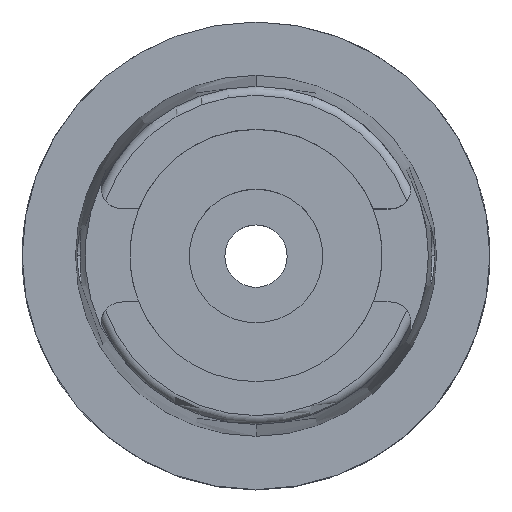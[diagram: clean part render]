
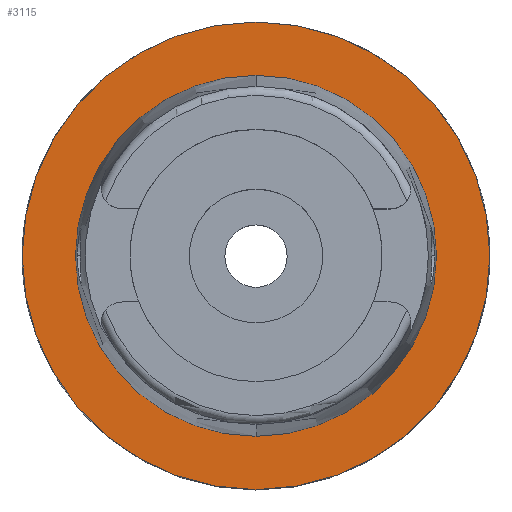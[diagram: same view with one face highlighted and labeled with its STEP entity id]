
A CAD part, top view. The second image highlights one B-rep face of the part: STEP entity #3115.
In plain terms, the highlighted planar face has unit normal (0, 0, 1).
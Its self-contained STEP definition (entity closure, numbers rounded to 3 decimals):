
#643=CARTESIAN_POINT('',(0.,0.,0.));
#644=DIRECTION('',(0.,0.,-1.));
#645=DIRECTION('',(0.,-1.,0.));
#646=AXIS2_PLACEMENT_3D('',#643,#644,#645);
#651=CARTESIAN_POINT('',(0.,0.,0.));
#652=DIRECTION('',(0.,0.,-1.));
#653=DIRECTION('',(0.,1.,0.));
#654=AXIS2_PLACEMENT_3D('',#651,#652,#653);
#659=CARTESIAN_POINT('',(0.,0.,0.));
#660=DIRECTION('',(0.,0.,1.));
#661=DIRECTION('',(0.,-1.,0.));
#662=AXIS2_PLACEMENT_3D('',#659,#660,#661);
#667=CARTESIAN_POINT('',(0.,0.,0.));
#668=DIRECTION('',(0.,0.,1.));
#669=DIRECTION('',(0.,1.,0.));
#670=AXIS2_PLACEMENT_3D('',#667,#668,#669);
#2441=CARTESIAN_POINT('',(0.,-24.315,0.));
#2442=VERTEX_POINT('',#2441);
#2443=CARTESIAN_POINT('',(0.,24.315,0.));
#2444=VERTEX_POINT('',#2443);
#2707=CARTESIAN_POINT('',(0.,31.5,0.));
#2708=VERTEX_POINT('',#2707);
#2709=CARTESIAN_POINT('',(0.,-31.5,0.));
#2710=VERTEX_POINT('',#2709);
#3100=CARTESIAN_POINT('',(0.,0.,0.));
#3101=DIRECTION('',(0.,0.,1.));
#3102=DIRECTION('',(0.,1.,0.));
#3103=AXIS2_PLACEMENT_3D('',#3100,#3101,#3102);
#3104=PLANE('',#3103);
#3106=ORIENTED_EDGE('',*,*,#3105,.T.);
#3108=ORIENTED_EDGE('',*,*,#3107,.T.);
#3109=EDGE_LOOP('',(#3106,#3108));
#3110=FACE_OUTER_BOUND('',#3109,.F.);
#3111=ORIENTED_EDGE('',*,*,#3073,.T.);
#3112=ORIENTED_EDGE('',*,*,#3036,.T.);
#3113=EDGE_LOOP('',(#3111,#3112));
#3114=FACE_BOUND('',#3113,.F.);
#647=CIRCLE('',#646,31.5);
#655=CIRCLE('',#654,31.5);
#663=CIRCLE('',#662,24.315);
#671=CIRCLE('',#670,24.315);
#3036=EDGE_CURVE('',#2444,#2442,#671,.T.);
#3073=EDGE_CURVE('',#2442,#2444,#663,.T.);
#3105=EDGE_CURVE('',#2710,#2708,#647,.T.);
#3107=EDGE_CURVE('',#2708,#2710,#655,.T.);
#3115=ADVANCED_FACE('',(#3110,#3114),#3104,.T.);
